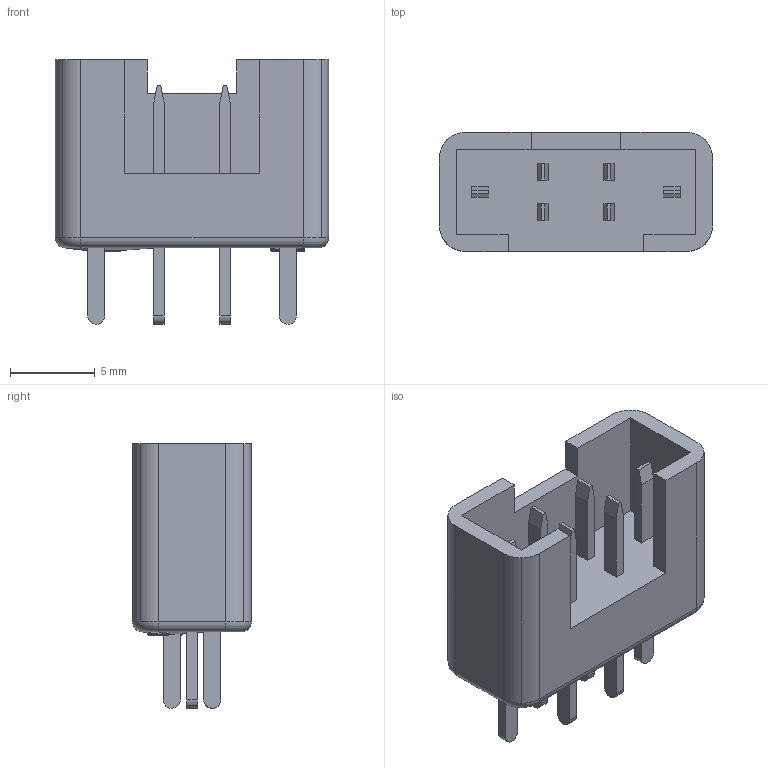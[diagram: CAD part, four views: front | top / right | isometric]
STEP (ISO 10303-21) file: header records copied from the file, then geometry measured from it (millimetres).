
FILE_DESCRIPTION(('CATIA V5 STEP Exchange'),'2;1');
FILE_NAME('MPX 6-pin Connector Male.stp','2020-04-17T06:30:44+00:00',('none'),('none'),'CATIA Version 5 Release 21 GA (IN-10)','CATIA V5 STEP AP214','none');
FILE_SCHEMA(('AUTOMOTIVE_DESIGN { 1 0 10303 214 1 1 1 1 }'));
Length unit declared in the file: millimetre
Products named in the file (3): Connector Male; Pins; Connector Male_1
Assembly tree (2 placements, depth 2):
  Connector Male
    Pins
    Connector Male_1
Bounding box: 16.1 x 7 x 15.6 mm (x, y, z)
Volume: 723.5 mm3; surface area: 1188.9 mm2
Topology: 7 solids, 7 shells, 232 faces, 554 edges, 335 vertices
Faces by surface type: plane 102, bspline 66, cylinder 60, torus 4
Full cylindrical faces by diameter (mm): 0.2 x2
Entity records: 9616 total; most frequent: CARTESIAN_POINT 4311, ORIENTED_EDGE 1108, DIRECTION 738, EDGE_CURVE 554, VERTEX_POINT 338, VECTOR 302, LINE 302, AXIS2_PLACEMENT_3D 266
